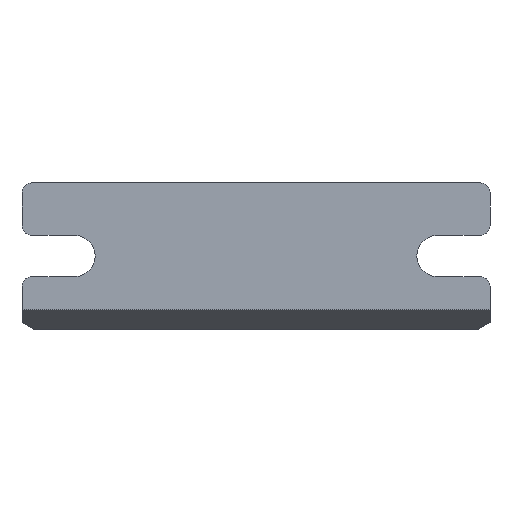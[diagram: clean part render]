
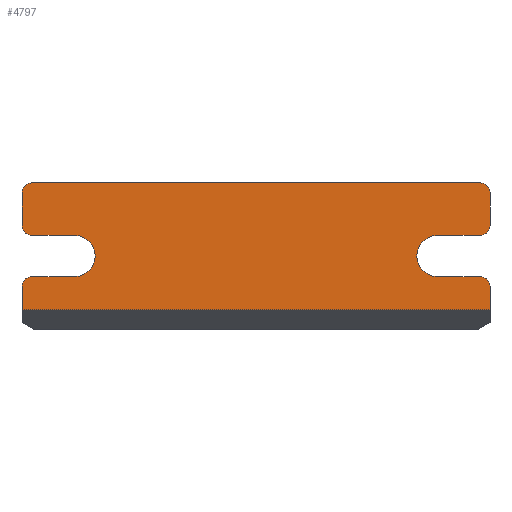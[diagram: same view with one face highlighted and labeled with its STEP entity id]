
A CAD part, front view. The second image highlights one B-rep face of the part: STEP entity #4797.
In plain terms, the highlighted planar face has unit normal (0, -1, 0).
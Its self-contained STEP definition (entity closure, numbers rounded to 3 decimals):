
#21 = CARTESIAN_POINT ( 'NONE',  ( 48., 0., 6.25 ) ) ;
#22 = CARTESIAN_POINT ( 'NONE',  ( 46., 0., 4.25 ) ) ;
#23 = CARTESIAN_POINT ( 'NONE',  ( 37.25, 0., 4.25 ) ) ;
#24 = CARTESIAN_POINT ( 'NONE',  ( 37.25, 0., -4.25 ) ) ;
#25 = CARTESIAN_POINT ( 'NONE',  ( 46., 0., -4.25 ) ) ;
#26 = CARTESIAN_POINT ( 'NONE',  ( 48., 0., -6.25 ) ) ;
#27 = CARTESIAN_POINT ( 'NONE',  ( 48., 0., -11. ) ) ;
#584 = VECTOR ( 'NONE', #5682, 1000. ) ;
#601 = AXIS2_PLACEMENT_3D ( 'NONE', #5874, #5875, #5876 ) ;
#607 = VECTOR ( 'NONE', #5787, 1000. ) ;
#611 = VECTOR ( 'NONE', #5799, 1000. ) ;
#613 = AXIS2_PLACEMENT_3D ( 'NONE', #5769, #5806, #5807 ) ;
#616 = VECTOR ( 'NONE', #5814, 1000. ) ;
#618 = VECTOR ( 'NONE', #5820, 1000. ) ;
#621 = VECTOR ( 'NONE', #5829, 1000. ) ;
#624 = VECTOR ( 'NONE', #5838, 1000. ) ;
#625 = AXIS2_PLACEMENT_3D ( 'NONE', #5877, #5881, #5882 ) ;
#627 = AXIS2_PLACEMENT_3D ( 'NONE', #5808, #5845, #5846 ) ;
#630 = VECTOR ( 'NONE', #5853, 1000. ) ;
#631 = AXIS2_PLACEMENT_3D ( 'NONE', #5847, #5866, #5867 ) ;
#633 = VECTOR ( 'NONE', #5859, 1000. ) ;
#635 = AXIS2_PLACEMENT_3D ( 'NONE', #5871, #5872, #5873 ) ;
#637 = AXIS2_PLACEMENT_3D ( 'NONE', #5868, #5869, #5870 ) ;
#638 = AXIS2_PLACEMENT_3D ( 'NONE', #5883, #5884, #5885 ) ;
#639 = VECTOR ( 'NONE', #5880, 1000. ) ;
#2417 = PLANE ( 'NONE',  #7364 ) ;
#2421 = CARTESIAN_POINT ( 'NONE',  ( -37.25, 0., 0. ) ) ;
#2422 = DIRECTION ( 'NONE',  ( 0., -1., 0. ) ) ;
#2423 = DIRECTION ( 'NONE',  ( 0., 0., -1. ) ) ;
#2935 = CARTESIAN_POINT ( 'NONE',  ( -46., 0., 15. ) ) ;
#2936 = CARTESIAN_POINT ( 'NONE',  ( 46., 0., 15. ) ) ;
#2960 = CARTESIAN_POINT ( 'NONE',  ( -48., 0., -11. ) ) ;
#2961 = CARTESIAN_POINT ( 'NONE',  ( -48., 0., -6.25 ) ) ;
#2963 = CARTESIAN_POINT ( 'NONE',  ( -46., 0., -4.25 ) ) ;
#2964 = CARTESIAN_POINT ( 'NONE',  ( -37.25, 0., -4.25 ) ) ;
#2965 = CARTESIAN_POINT ( 'NONE',  ( -37.25, 0., 4.25 ) ) ;
#2966 = CARTESIAN_POINT ( 'NONE',  ( -46., 0., 4.25 ) ) ;
#2967 = CARTESIAN_POINT ( 'NONE',  ( -48., 0., 6.25 ) ) ;
#2968 = CARTESIAN_POINT ( 'NONE',  ( -48., 0., 13. ) ) ;
#2969 = CARTESIAN_POINT ( 'NONE',  ( 48., 0., 13. ) ) ;
#4170 = EDGE_CURVE ( 'NONE', #6413, #6414, #5680, .T. ) ;
#4199 = EDGE_CURVE ( 'NONE', #6438, #6439, #5785, .T. ) ;
#4203 = EDGE_CURVE ( 'NONE', #6441, #6442, #5797, .T. ) ;
#4206 = EDGE_CURVE ( 'NONE', #6442, #6443, #6697, .T. ) ;
#4208 = EDGE_CURVE ( 'NONE', #6443, #6444, #5812, .T. ) ;
#4210 = EDGE_CURVE ( 'NONE', #6445, #6446, #5818, .T. ) ;
#4213 = EDGE_CURVE ( 'NONE', #6447, #6448, #5827, .T. ) ;
#4216 = EDGE_CURVE ( 'NONE', #6449, #6450, #5836, .T. ) ;
#4219 = EDGE_CURVE ( 'NONE', #6450, #6451, #6698, .T. ) ;
#4221 = EDGE_CURVE ( 'NONE', #6451, #6452, #5851, .T. ) ;
#4223 = EDGE_CURVE ( 'NONE', #6453, #6454, #5857, .T. ) ;
#4226 = EDGE_CURVE ( 'NONE', #6447, #6414, #6699, .T. ) ;
#4227 = EDGE_CURVE ( 'NONE', #6413, #6446, #6700, .T. ) ;
#4228 = EDGE_CURVE ( 'NONE', #6445, #6444, #6701, .T. ) ;
#4229 = EDGE_CURVE ( 'NONE', #6441, #6439, #6702, .T. ) ;
#4230 = EDGE_CURVE ( 'NONE', #6454, #6438, #5878, .T. ) ;
#4231 = EDGE_CURVE ( 'NONE', #6453, #6452, #6703, .T. ) ;
#4232 = EDGE_CURVE ( 'NONE', #6449, #6448, #6704, .T. ) ;
#4797 = ADVANCED_FACE ( 'NONE', ( #7368 ), #2417, .T. ) ;
#5680 = LINE ( 'NONE', #5681, #584 ) ;
#5681 = CARTESIAN_POINT ( 'NONE',  ( -48., 0., 15. ) ) ;
#5682 = DIRECTION ( 'NONE',  ( 1., 0., 0. ) ) ;
#5769 = CARTESIAN_POINT ( 'NONE',  ( -37.25, 0., 0. ) ) ;
#5785 = LINE ( 'NONE', #5786, #607 ) ;
#5786 = CARTESIAN_POINT ( 'NONE',  ( -48., 0., -15. ) ) ;
#5787 = DIRECTION ( 'NONE',  ( 0., 0., 1. ) ) ;
#5797 = LINE ( 'NONE', #5798, #611 ) ;
#5798 = CARTESIAN_POINT ( 'NONE',  ( -48., 0., -4.25 ) ) ;
#5799 = DIRECTION ( 'NONE',  ( 1., 0., 0. ) ) ;
#5806 = DIRECTION ( 'NONE',  ( 0., -1., 0. ) ) ;
#5807 = DIRECTION ( 'NONE',  ( 0., 0., -1. ) ) ;
#5808 = CARTESIAN_POINT ( 'NONE',  ( 37.25, 0., 0. ) ) ;
#5812 = LINE ( 'NONE', #5813, #616 ) ;
#5813 = CARTESIAN_POINT ( 'NONE',  ( -37.25, 0., 4.25 ) ) ;
#5814 = DIRECTION ( 'NONE',  ( -1., 0., 0. ) ) ;
#5818 = LINE ( 'NONE', #5819, #618 ) ;
#5819 = CARTESIAN_POINT ( 'NONE',  ( -48., 0., 4.25 ) ) ;
#5820 = DIRECTION ( 'NONE',  ( 0., 0., 1. ) ) ;
#5827 = LINE ( 'NONE', #5828, #621 ) ;
#5828 = CARTESIAN_POINT ( 'NONE',  ( 48., 0., 15. ) ) ;
#5829 = DIRECTION ( 'NONE',  ( 0., 0., -1. ) ) ;
#5836 = LINE ( 'NONE', #5837, #624 ) ;
#5837 = CARTESIAN_POINT ( 'NONE',  ( 48., 0., 4.25 ) ) ;
#5838 = DIRECTION ( 'NONE',  ( -1., 0., 0. ) ) ;
#5845 = DIRECTION ( 'NONE',  ( 0., -1., 0. ) ) ;
#5846 = DIRECTION ( 'NONE',  ( 0., 0., 1. ) ) ;
#5847 = CARTESIAN_POINT ( 'NONE',  ( 46., 0., 13. ) ) ;
#5851 = LINE ( 'NONE', #5852, #630 ) ;
#5852 = CARTESIAN_POINT ( 'NONE',  ( 37.25, 0., -4.25 ) ) ;
#5853 = DIRECTION ( 'NONE',  ( 1., 0., 0. ) ) ;
#5857 = LINE ( 'NONE', #5858, #633 ) ;
#5858 = CARTESIAN_POINT ( 'NONE',  ( 48., 0., -4.25 ) ) ;
#5859 = DIRECTION ( 'NONE',  ( 0., 0., -1. ) ) ;
#5866 = DIRECTION ( 'NONE',  ( 0., -1., 0. ) ) ;
#5867 = DIRECTION ( 'NONE',  ( 0., 0., -1. ) ) ;
#5868 = CARTESIAN_POINT ( 'NONE',  ( -46., 0., 13. ) ) ;
#5869 = DIRECTION ( 'NONE',  ( 0., -1., 0. ) ) ;
#5870 = DIRECTION ( 'NONE',  ( 0., 0., -1. ) ) ;
#5871 = CARTESIAN_POINT ( 'NONE',  ( -46., 0., 6.25 ) ) ;
#5872 = DIRECTION ( 'NONE',  ( 0., -1., 0. ) ) ;
#5873 = DIRECTION ( 'NONE',  ( 0., 0., -1. ) ) ;
#5874 = CARTESIAN_POINT ( 'NONE',  ( -46., 0., -6.25 ) ) ;
#5875 = DIRECTION ( 'NONE',  ( 0., -1., 0. ) ) ;
#5876 = DIRECTION ( 'NONE',  ( 0., 0., -1. ) ) ;
#5877 = CARTESIAN_POINT ( 'NONE',  ( 46., 0., -6.25 ) ) ;
#5878 = LINE ( 'NONE', #5879, #639 ) ;
#5879 = CARTESIAN_POINT ( 'NONE',  ( 48., 0., -11. ) ) ;
#5880 = DIRECTION ( 'NONE',  ( -1., 0., 0. ) ) ;
#5881 = DIRECTION ( 'NONE',  ( 0., -1., 0. ) ) ;
#5882 = DIRECTION ( 'NONE',  ( 0., 0., -1. ) ) ;
#5883 = CARTESIAN_POINT ( 'NONE',  ( 46., 0., 6.25 ) ) ;
#5884 = DIRECTION ( 'NONE',  ( 0., -1., 0. ) ) ;
#5885 = DIRECTION ( 'NONE',  ( 0., 0., -1. ) ) ;
#6199 = ORIENTED_EDGE ( 'NONE', *, *, #4213, .F. ) ;
#6200 = ORIENTED_EDGE ( 'NONE', *, *, #4170, .F. ) ;
#6201 = ORIENTED_EDGE ( 'NONE', *, *, #4226, .T. ) ;
#6202 = ORIENTED_EDGE ( 'NONE', *, *, #4227, .T. ) ;
#6203 = ORIENTED_EDGE ( 'NONE', *, *, #4210, .F. ) ;
#6204 = ORIENTED_EDGE ( 'NONE', *, *, #4228, .T. ) ;
#6205 = ORIENTED_EDGE ( 'NONE', *, *, #4203, .F. ) ;
#6206 = ORIENTED_EDGE ( 'NONE', *, *, #4208, .F. ) ;
#6207 = ORIENTED_EDGE ( 'NONE', *, *, #4206, .F. ) ;
#6208 = ORIENTED_EDGE ( 'NONE', *, *, #4229, .T. ) ;
#6209 = ORIENTED_EDGE ( 'NONE', *, *, #4199, .F. ) ;
#6210 = ORIENTED_EDGE ( 'NONE', *, *, #4230, .F. ) ;
#6211 = ORIENTED_EDGE ( 'NONE', *, *, #4223, .F. ) ;
#6212 = ORIENTED_EDGE ( 'NONE', *, *, #4231, .T. ) ;
#6213 = ORIENTED_EDGE ( 'NONE', *, *, #4216, .F. ) ;
#6214 = ORIENTED_EDGE ( 'NONE', *, *, #4221, .F. ) ;
#6215 = ORIENTED_EDGE ( 'NONE', *, *, #4219, .F. ) ;
#6216 = ORIENTED_EDGE ( 'NONE', *, *, #4232, .T. ) ;
#6413 = VERTEX_POINT ( 'NONE', #2935 ) ;
#6414 = VERTEX_POINT ( 'NONE', #2936 ) ;
#6438 = VERTEX_POINT ( 'NONE', #2960 ) ;
#6439 = VERTEX_POINT ( 'NONE', #2961 ) ;
#6441 = VERTEX_POINT ( 'NONE', #2963 ) ;
#6442 = VERTEX_POINT ( 'NONE', #2964 ) ;
#6443 = VERTEX_POINT ( 'NONE', #2965 ) ;
#6444 = VERTEX_POINT ( 'NONE', #2966 ) ;
#6445 = VERTEX_POINT ( 'NONE', #2967 ) ;
#6446 = VERTEX_POINT ( 'NONE', #2968 ) ;
#6447 = VERTEX_POINT ( 'NONE', #2969 ) ;
#6448 = VERTEX_POINT ( 'NONE', #21 ) ;
#6449 = VERTEX_POINT ( 'NONE', #22 ) ;
#6450 = VERTEX_POINT ( 'NONE', #23 ) ;
#6451 = VERTEX_POINT ( 'NONE', #24 ) ;
#6452 = VERTEX_POINT ( 'NONE', #25 ) ;
#6453 = VERTEX_POINT ( 'NONE', #26 ) ;
#6454 = VERTEX_POINT ( 'NONE', #27 ) ;
#6603 = EDGE_LOOP ( 'NONE', ( #6199, #6201, #6200, #6202, #6203, #6204, #6206, #6207, #6205, #6208, #6209, #6210, #6211, #6212, #6214, #6215, #6213, #6216 ) ) ;
#6697 = CIRCLE ( 'NONE', #613, 4.25 ) ;
#6698 = CIRCLE ( 'NONE', #627, 4.25 ) ;
#6699 = CIRCLE ( 'NONE', #631, 2. ) ;
#6700 = CIRCLE ( 'NONE', #637, 2. ) ;
#6701 = CIRCLE ( 'NONE', #635, 2. ) ;
#6702 = CIRCLE ( 'NONE', #601, 2. ) ;
#6703 = CIRCLE ( 'NONE', #625, 2. ) ;
#6704 = CIRCLE ( 'NONE', #638, 2. ) ;
#7364 = AXIS2_PLACEMENT_3D ( 'NONE', #2421, #2422, #2423 ) ;
#7368 = FACE_OUTER_BOUND ( 'NONE', #6603, .T. ) ;
